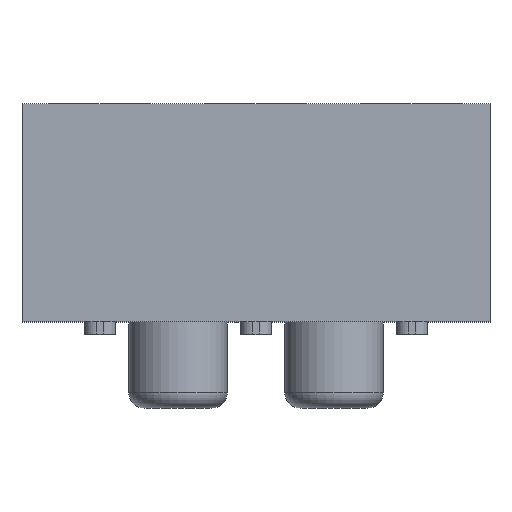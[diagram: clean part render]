
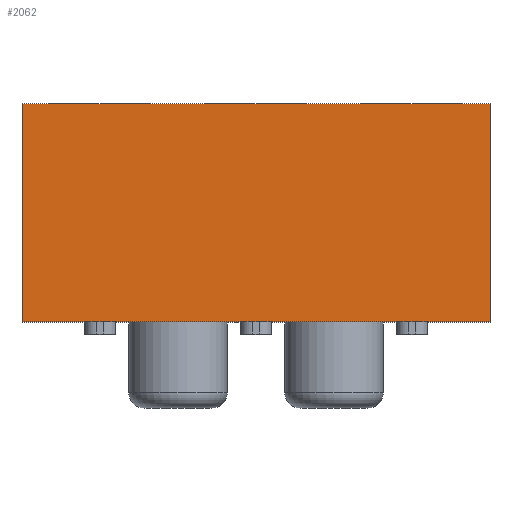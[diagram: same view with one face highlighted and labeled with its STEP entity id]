
A CAD part, top view. The second image highlights one B-rep face of the part: STEP entity #2062.
In plain terms, the highlighted planar face has unit normal (0, 0, 1).
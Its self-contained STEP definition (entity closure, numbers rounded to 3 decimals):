
#66=DIRECTION('',(0.,1.,0.));
#67=VECTOR('',#66,3.55);
#68=CARTESIAN_POINT('',(6.35,0.,2.54));
#69=LINE('',#68,#67);
#87=DIRECTION('',(1.,0.,0.));
#88=VECTOR('',#87,7.62);
#89=CARTESIAN_POINT('',(-1.27,3.55,2.54));
#90=LINE('',#89,#88);
#94=DIRECTION('',(-1.,0.,0.));
#95=VECTOR('',#94,7.62);
#96=CARTESIAN_POINT('',(6.35,0.,2.54));
#97=LINE('',#96,#95);
#101=DIRECTION('',(0.,1.,0.));
#102=VECTOR('',#101,3.55);
#103=CARTESIAN_POINT('',(-1.27,0.,2.54));
#104=LINE('',#103,#102);
#1686=CARTESIAN_POINT('',(-1.27,3.55,2.54));
#1688=VERTEX_POINT('',#1686);
#1691=CARTESIAN_POINT('',(-1.27,0.,2.54));
#1692=VERTEX_POINT('',#1691);
#1829=CARTESIAN_POINT('',(6.35,3.55,2.54));
#1831=VERTEX_POINT('',#1829);
#1835=CARTESIAN_POINT('',(6.35,0.,2.54));
#1836=VERTEX_POINT('',#1835);
#2049=CARTESIAN_POINT('',(-1.27,0.,2.54));
#2050=DIRECTION('',(0.,0.,1.));
#2051=DIRECTION('',(1.,0.,0.));
#2052=AXIS2_PLACEMENT_3D('',#2049,#2050,#2051);
#2053=PLANE('',#2052);
#2055=ORIENTED_EDGE('',*,*,#2054,.T.);
#2056=ORIENTED_EDGE('',*,*,#2035,.F.);
#2057=ORIENTED_EDGE('',*,*,#1990,.T.);
#2059=ORIENTED_EDGE('',*,*,#2058,.T.);
#2060=EDGE_LOOP('',(#2055,#2056,#2057,#2059));
#2061=FACE_OUTER_BOUND('',#2060,.F.);
#2062=ADVANCED_FACE('',(#2061),#2053,.T.);
#1990=EDGE_CURVE('',#1836,#1692,#97,.T.);
#2035=EDGE_CURVE('',#1836,#1831,#69,.T.);
#2054=EDGE_CURVE('',#1688,#1831,#90,.T.);
#2058=EDGE_CURVE('',#1692,#1688,#104,.T.);
